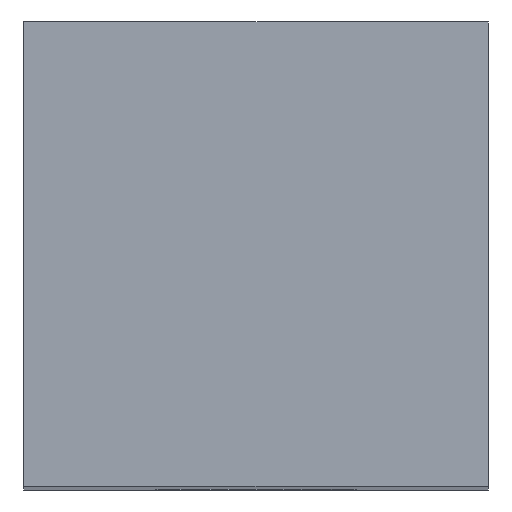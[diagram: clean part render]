
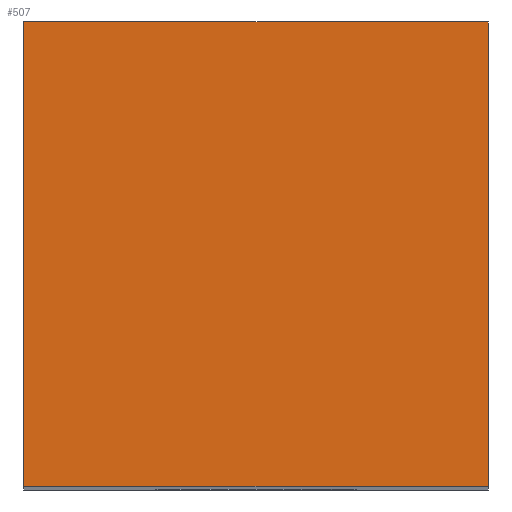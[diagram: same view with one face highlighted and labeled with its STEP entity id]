
A CAD part, top view. The second image highlights one B-rep face of the part: STEP entity #507.
In plain terms, the highlighted planar face has unit normal (0, 0, 1).
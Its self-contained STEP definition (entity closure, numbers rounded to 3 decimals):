
#36 = CARTESIAN_POINT ( 'NONE',  ( 15., 0., 0. ) ) ;
#77 = DIRECTION ( 'NONE',  ( 0., 1., 0. ) ) ;
#78 = VECTOR ( 'NONE', #77, 1000. ) ;
#81 = CARTESIAN_POINT ( 'NONE',  ( 15., 0., 0. ) ) ;
#82 = LINE ( 'NONE', #81, #78 ) ;
#85 = DIRECTION ( 'NONE',  ( 1., 0., 0. ) ) ;
#86 = VECTOR ( 'NONE', #85, 1000. ) ;
#91 = DIRECTION ( 'NONE',  ( -1., 0., 0. ) ) ;
#92 = DIRECTION ( 'NONE',  ( 0., 0., -1. ) ) ;
#104 = CARTESIAN_POINT ( 'NONE',  ( 0., 15., 0. ) ) ;
#129 = PLANE ( 'NONE',  #138 ) ;
#130 = CARTESIAN_POINT ( 'NONE',  ( 0., 0., 0. ) ) ;
#131 = LINE ( 'NONE', #130, #86 ) ;
#137 = FACE_OUTER_BOUND ( 'NONE', #520, .T. ) ;
#138 = AXIS2_PLACEMENT_3D ( 'NONE', #104, #92, #91 ) ;
#158 = DIRECTION ( 'NONE',  ( 0., -1., 0. ) ) ;
#165 = VECTOR ( 'NONE', #158, 1000. ) ;
#168 = CARTESIAN_POINT ( 'NONE',  ( 0., 0., 0. ) ) ;
#169 = LINE ( 'NONE', #168, #165 ) ;
#212 = CARTESIAN_POINT ( 'NONE',  ( 0., 15., 0. ) ) ;
#216 = CARTESIAN_POINT ( 'NONE',  ( 0., 0., 0. ) ) ;
#320 = LINE ( 'NONE', #383, #379 ) ;
#322 = CARTESIAN_POINT ( 'NONE',  ( 15., 15., 0. ) ) ;
#379 = VECTOR ( 'NONE', #382, 1000. ) ;
#382 = DIRECTION ( 'NONE',  ( -1., 0., 0. ) ) ;
#383 = CARTESIAN_POINT ( 'NONE',  ( 0., 15., 0. ) ) ;
#438 = EDGE_CURVE ( 'NONE', #453, #452, #169, .T. ) ;
#452 = VERTEX_POINT ( 'NONE', #216 ) ;
#453 = VERTEX_POINT ( 'NONE', #212 ) ;
#496 = VERTEX_POINT ( 'NONE', #36 ) ;
#505 = ORIENTED_EDGE ( 'NONE', *, *, #514, .T. ) ;
#507 = ADVANCED_FACE ( 'NONE', ( #137 ), #129, .F. ) ;
#509 = ORIENTED_EDGE ( 'NONE', *, *, #524, .T. ) ;
#514 = EDGE_CURVE ( 'NONE', #452, #496, #131, .T. ) ;
#517 = ORIENTED_EDGE ( 'NONE', *, *, #438, .T. ) ;
#520 = EDGE_LOOP ( 'NONE', ( #517, #505, #509, #623 ) ) ;
#524 = EDGE_CURVE ( 'NONE', #496, #572, #82, .T. ) ;
#572 = VERTEX_POINT ( 'NONE', #322 ) ;
#618 = EDGE_CURVE ( 'NONE', #572, #453, #320, .T. ) ;
#623 = ORIENTED_EDGE ( 'NONE', *, *, #618, .T. ) ;
